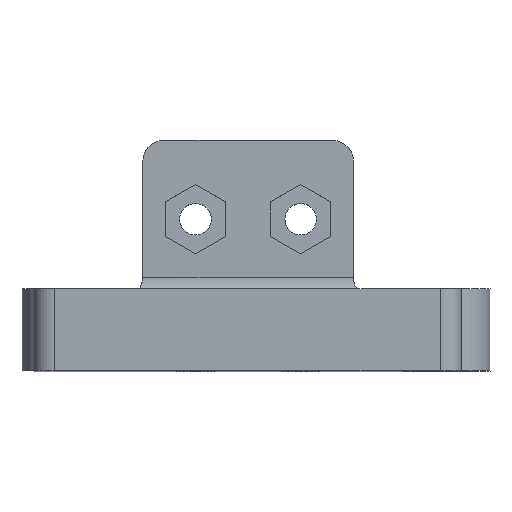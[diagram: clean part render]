
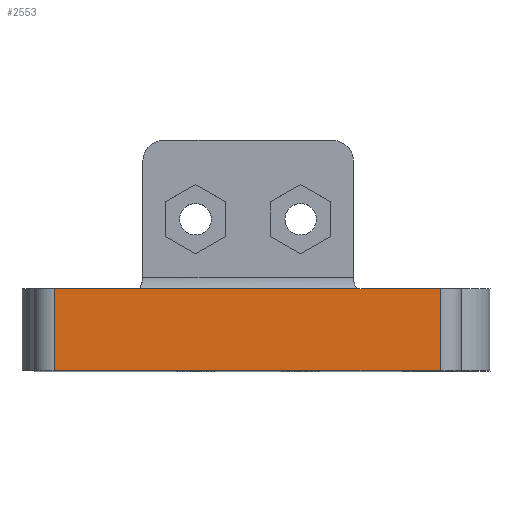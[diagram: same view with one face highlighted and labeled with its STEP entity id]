
A CAD part, top view. The second image highlights one B-rep face of the part: STEP entity #2553.
In plain terms, the highlighted planar face has unit normal (0, 0, 1).
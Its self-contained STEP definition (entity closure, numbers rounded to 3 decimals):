
#263 = VERTEX_POINT ( 'NONE', #1637 ) ;
#597 = EDGE_CURVE ( 'NONE', #263, #2087, #930, .T. ) ;
#626 = DIRECTION ( 'NONE',  ( -1., 0., 0. ) ) ;
#649 = LINE ( 'NONE', #1951, #1864 ) ;
#799 = FACE_OUTER_BOUND ( 'NONE', #1566, .T. ) ;
#852 = DIRECTION ( 'NONE',  ( 1., 0., 0. ) ) ;
#864 = ORIENTED_EDGE ( 'NONE', *, *, #2607, .F. ) ;
#920 = CARTESIAN_POINT ( 'NONE',  ( -18.42, 0., 26.2 ) ) ;
#930 = LINE ( 'NONE', #944, #1155 ) ;
#944 = CARTESIAN_POINT ( 'NONE',  ( 18.25, 7., 26.2 ) ) ;
#1082 = DIRECTION ( 'NONE',  ( 1., 0., 0. ) ) ;
#1101 = DIRECTION ( 'NONE',  ( 0., -1., 0. ) ) ;
#1155 = VECTOR ( 'NONE', #1843, 1000. ) ;
#1282 = LINE ( 'NONE', #2213, #2913 ) ;
#1295 = ORIENTED_EDGE ( 'NONE', *, *, #597, .T. ) ;
#1499 = ORIENTED_EDGE ( 'NONE', *, *, #2399, .T. ) ;
#1566 = EDGE_LOOP ( 'NONE', ( #1811, #1295, #864, #1499 ) ) ;
#1637 = CARTESIAN_POINT ( 'NONE',  ( 18.25, 0., 26.2 ) ) ;
#1660 = CARTESIAN_POINT ( 'NONE',  ( -18.42, 7.8, 26.2 ) ) ;
#1811 = ORIENTED_EDGE ( 'NONE', *, *, #2325, .T. ) ;
#1843 = DIRECTION ( 'NONE',  ( 0., 1., 0. ) ) ;
#1864 = VECTOR ( 'NONE', #852, 1000. ) ;
#1951 = CARTESIAN_POINT ( 'NONE',  ( -20.25, 0., 26.2 ) ) ;
#1970 = PLANE ( 'NONE',  #2532 ) ;
#1985 = DIRECTION ( 'NONE',  ( 0., 0., -1. ) ) ;
#2021 = CARTESIAN_POINT ( 'NONE',  ( -18.42, 7., 26.2 ) ) ;
#2087 = VERTEX_POINT ( 'NONE', #2139 ) ;
#2139 = CARTESIAN_POINT ( 'NONE',  ( 18.25, 7.8, 26.2 ) ) ;
#2161 = VECTOR ( 'NONE', #1101, 1000. ) ;
#2169 = VERTEX_POINT ( 'NONE', #1660 ) ;
#2213 = CARTESIAN_POINT ( 'NONE',  ( -20.25, 7.8, 26.2 ) ) ;
#2241 = LINE ( 'NONE', #2021, #2161 ) ;
#2325 = EDGE_CURVE ( 'NONE', #2735, #263, #649, .T. ) ;
#2399 = EDGE_CURVE ( 'NONE', #2169, #2735, #2241, .T. ) ;
#2532 = AXIS2_PLACEMENT_3D ( 'NONE', #2901, #1985, #626 ) ;
#2553 = ADVANCED_FACE ( 'NONE', ( #799 ), #1970, .F. ) ;
#2607 = EDGE_CURVE ( 'NONE', #2169, #2087, #1282, .T. ) ;
#2735 = VERTEX_POINT ( 'NONE', #920 ) ;
#2901 = CARTESIAN_POINT ( 'NONE',  ( -20.25, 7., 26.2 ) ) ;
#2913 = VECTOR ( 'NONE', #1082, 1000. ) ;
